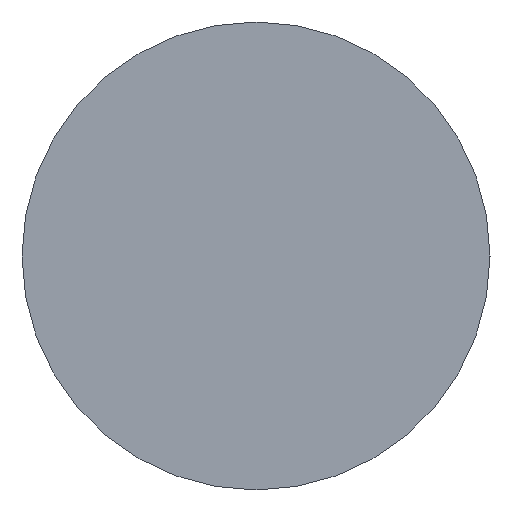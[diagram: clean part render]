
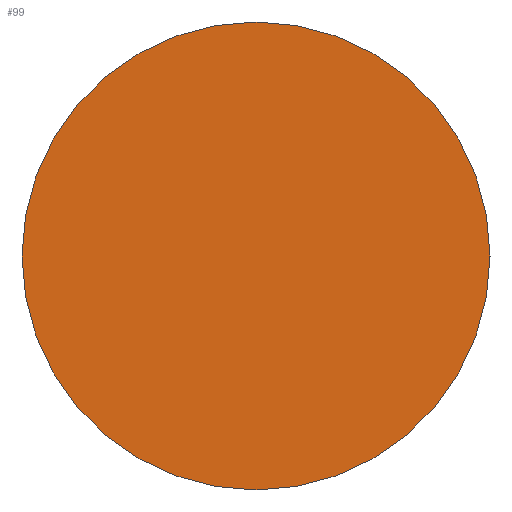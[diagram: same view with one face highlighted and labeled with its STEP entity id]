
A CAD part, left-side view. The second image highlights one B-rep face of the part: STEP entity #99.
In plain terms, the highlighted planar face has unit normal (-1, 0, 0).
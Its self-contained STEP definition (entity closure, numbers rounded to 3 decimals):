
#76=CARTESIAN_POINT('Axis2P3D Location',(142.,-995.,45.)) ;
#81=CARTESIAN_POINT('Axis2P3D Location',(142.,-995.,0.)) ;
#85=CARTESIAN_POINT('Vertex',(142.,-1032.5,0.)) ;
#87=CARTESIAN_POINT('Vertex',(142.,-957.5,0.)) ;
#90=CARTESIAN_POINT('Axis2P3D Location',(142.,-995.,0.)) ;
#77=DIRECTION('Axis2P3D Direction',(-1.,0.,0.)) ;
#78=DIRECTION('Axis2P3D XDirection',(0.,-1.,0.)) ;
#82=DIRECTION('Axis2P3D Direction',(-1.,0.,0.)) ;
#91=DIRECTION('Axis2P3D Direction',(-1.,0.,0.)) ;
#79=AXIS2_PLACEMENT_3D('Plane Axis2P3D',#76,#77,#78) ;
#83=AXIS2_PLACEMENT_3D('Circle Axis2P3D',#81,#82,$) ;
#92=AXIS2_PLACEMENT_3D('Circle Axis2P3D',#90,#91,$) ;
#96=ORIENTED_EDGE('',*,*,#89,.T.) ;
#97=ORIENTED_EDGE('',*,*,#94,.T.) ;
#99=ADVANCED_FACE('Axis4.1\\Part 5',(#98),#80,.T.) ;
#84=CIRCLE('generated circle',#83,37.5) ;
#93=CIRCLE('generated circle',#92,37.5) ;
#89=EDGE_CURVE('',#86,#88,#84,.T.) ;
#94=EDGE_CURVE('',#88,#86,#93,.T.) ;
#95=EDGE_LOOP('',(#96,#97)) ;
#98=FACE_OUTER_BOUND('',#95,.T.) ;
#80=PLANE('',#79) ;
#86=VERTEX_POINT('',#85) ;
#88=VERTEX_POINT('',#87) ;
